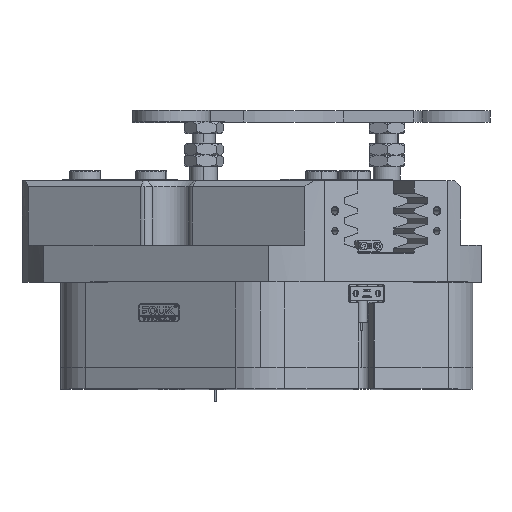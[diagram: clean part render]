
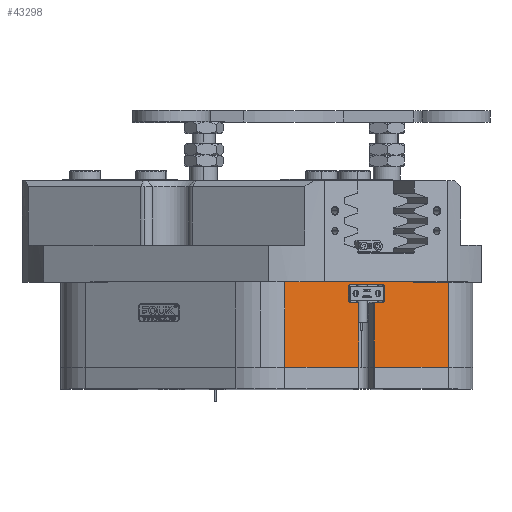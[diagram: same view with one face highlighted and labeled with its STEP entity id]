
A CAD part, top view. The second image highlights one B-rep face of the part: STEP entity #43298.
In plain terms, the highlighted planar face has unit normal (0.5, 0, 0.866).
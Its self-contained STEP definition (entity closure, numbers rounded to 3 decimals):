
#821 = LINE ( 'NONE', #49196, #55125 ) ;
#843 = EDGE_CURVE ( 'NONE', #54592, #7691, #20617, .T. ) ;
#1019 = CARTESIAN_POINT ( 'NONE',  ( 64.938, 44.5, 126.476 ) ) ;
#1062 = ORIENTED_EDGE ( 'NONE', *, *, #63348, .F. ) ;
#1806 = FACE_OUTER_BOUND ( 'NONE', #42409, .T. ) ;
#1961 = CARTESIAN_POINT ( 'NONE',  ( 284., 0., 0. ) ) ;
#2275 = AXIS2_PLACEMENT_3D ( 'NONE', #2574, #44077, #4900 ) ;
#2361 = DIRECTION ( 'NONE',  ( -0.5, 0., -0.866 ) ) ;
#2574 = CARTESIAN_POINT ( 'NONE',  ( 77.062, 44.5, 119.476 ) ) ;
#2859 = LINE ( 'NONE', #60991, #25637 ) ;
#3275 = VECTOR ( 'NONE', #61228, 1000. ) ;
#3410 = ORIENTED_EDGE ( 'NONE', *, *, #27265, .T. ) ;
#3809 = EDGE_CURVE ( 'NONE', #7691, #11434, #821, .T. ) ;
#4117 = VECTOR ( 'NONE', #39959, 1000. ) ;
#4278 = CARTESIAN_POINT ( 'NONE',  ( 65.544, 0., 126.126 ) ) ;
#4535 = LINE ( 'NONE', #54862, #41527 ) ;
#4628 = VERTEX_POINT ( 'NONE', #51650 ) ;
#4900 = DIRECTION ( 'NONE',  ( 0.866, 0., -0.5 ) ) ;
#5164 = DIRECTION ( 'NONE',  ( 0.5, 0., 0.866 ) ) ;
#6742 = EDGE_CURVE ( 'NONE', #38690, #12176, #44665, .T. ) ;
#7691 = VERTEX_POINT ( 'NONE', #25212 ) ;
#7850 = ORIENTED_EDGE ( 'NONE', *, *, #42803, .F. ) ;
#7942 = ORIENTED_EDGE ( 'NONE', *, *, #63565, .T. ) ;
#8656 = CARTESIAN_POINT ( 'NONE',  ( 14., 754.9, 155.885 ) ) ;
#9068 = CARTESIAN_POINT ( 'NONE',  ( 60.175, 55.5, 129.226 ) ) ;
#9088 = ORIENTED_EDGE ( 'NONE', *, *, #22388, .T. ) ;
#9250 = ORIENTED_EDGE ( 'NONE', *, *, #6742, .T. ) ;
#9276 = DIRECTION ( 'NONE',  ( 0.866, 0., -0.5 ) ) ;
#9534 = VECTOR ( 'NONE', #53713, 1000. ) ;
#10360 = EDGE_CURVE ( 'NONE', #54912, #15382, #17428, .T. ) ;
#10887 = VECTOR ( 'NONE', #56949, 1000. ) ;
#11434 = VERTEX_POINT ( 'NONE', #13972 ) ;
#12176 = VERTEX_POINT ( 'NONE', #56933 ) ;
#13780 = VECTOR ( 'NONE', #14586, 1000. ) ;
#13869 = VERTEX_POINT ( 'NONE', #21727 ) ;
#13972 = CARTESIAN_POINT ( 'NONE',  ( 76.456, 0., 119.826 ) ) ;
#14484 = AXIS2_PLACEMENT_3D ( 'NONE', #1019, #5164, #55957 ) ;
#14586 = DIRECTION ( 'NONE',  ( 0., -1., 0. ) ) ;
#15382 = VERTEX_POINT ( 'NONE', #51112 ) ;
#15469 = CARTESIAN_POINT ( 'NONE',  ( 284., 0., 0. ) ) ;
#15680 = DIRECTION ( 'NONE',  ( -0.866, 0., 0.5 ) ) ;
#16139 = DIRECTION ( 'NONE',  ( -0.5, 0., -0.866 ) ) ;
#16646 = ORIENTED_EDGE ( 'NONE', *, *, #50977, .T. ) ;
#17428 = LINE ( 'NONE', #58976, #9534 ) ;
#18029 = DIRECTION ( 'NONE',  ( -0.5, 0., -0.866 ) ) ;
#18344 = CARTESIAN_POINT ( 'NONE',  ( 83.817, 47.5, 115.576 ) ) ;
#18425 = LINE ( 'NONE', #53110, #26274 ) ;
#18563 = ORIENTED_EDGE ( 'NONE', *, *, #33078, .T. ) ;
#19812 = VERTEX_POINT ( 'NONE', #44006 ) ;
#20617 = CIRCLE ( 'NONE', #2275, 0.7 ) ;
#20959 = EDGE_CURVE ( 'NONE', #12176, #54592, #2859, .T. ) ;
#21727 = CARTESIAN_POINT ( 'NONE',  ( 128., 0., 90.067 ) ) ;
#22053 = CARTESIAN_POINT ( 'NONE',  ( 284., 754.9, 0. ) ) ;
#22352 = VERTEX_POINT ( 'NONE', #43015 ) ;
#22388 = EDGE_CURVE ( 'NONE', #28449, #43677, #18425, .T. ) ;
#23262 = CARTESIAN_POINT ( 'NONE',  ( 83.817, 47.5, 115.576 ) ) ;
#24127 = DIRECTION ( 'NONE',  ( 0., -1., 0. ) ) ;
#24404 = VERTEX_POINT ( 'NONE', #4278 ) ;
#25212 = CARTESIAN_POINT ( 'NONE',  ( 76.456, 44.5, 119.826 ) ) ;
#25399 = CARTESIAN_POINT ( 'NONE',  ( 128., 754.9, 90.067 ) ) ;
#25637 = VECTOR ( 'NONE', #15680, 1000. ) ;
#26274 = VECTOR ( 'NONE', #37541, 1000. ) ;
#26307 = VERTEX_POINT ( 'NONE', #46868 ) ;
#26779 = AXIS2_PLACEMENT_3D ( 'NONE', #37529, #2361, #57514 ) ;
#27164 = CIRCLE ( 'NONE', #26779, 2.3 ) ;
#27224 = CARTESIAN_POINT ( 'NONE',  ( 14., 59.5, 155.885 ) ) ;
#27265 = EDGE_CURVE ( 'NONE', #13869, #4628, #30840, .T. ) ;
#28110 = AXIS2_PLACEMENT_3D ( 'NONE', #63542, #18029, #53214 ) ;
#28449 = VERTEX_POINT ( 'NONE', #30387 ) ;
#28635 = ORIENTED_EDGE ( 'NONE', *, *, #59989, .T. ) ;
#29407 = ORIENTED_EDGE ( 'NONE', *, *, #843, .T. ) ;
#30387 = CARTESIAN_POINT ( 'NONE',  ( 60.175, 57.8, 129.226 ) ) ;
#30653 = DIRECTION ( 'NONE',  ( 0.866, 0., -0.5 ) ) ;
#30840 = LINE ( 'NONE', #25399, #4117 ) ;
#32593 = CIRCLE ( 'NONE', #14484, 0.7 ) ;
#32609 = ORIENTED_EDGE ( 'NONE', *, *, #46948, .T. ) ;
#33040 = CARTESIAN_POINT ( 'NONE',  ( 58.183, 55.5, 130.376 ) ) ;
#33078 = EDGE_CURVE ( 'NONE', #46422, #54912, #32593, .T. ) ;
#33864 = CARTESIAN_POINT ( 'NONE',  ( 64.938, 45.2, 126.476 ) ) ;
#34649 = ORIENTED_EDGE ( 'NONE', *, *, #60274, .T. ) ;
#36346 = LINE ( 'NONE', #50642, #3275 ) ;
#37529 = CARTESIAN_POINT ( 'NONE',  ( 81.825, 55.5, 116.726 ) ) ;
#37541 = DIRECTION ( 'NONE',  ( 0.866, 0., -0.5 ) ) ;
#37624 = VECTOR ( 'NONE', #58471, 1000. ) ;
#38654 = ORIENTED_EDGE ( 'NONE', *, *, #63087, .T. ) ;
#38690 = VERTEX_POINT ( 'NONE', #18344 ) ;
#39900 = DIRECTION ( 'NONE',  ( 0., 1., 0. ) ) ;
#39959 = DIRECTION ( 'NONE',  ( 0., 1., 0. ) ) ;
#40576 = DIRECTION ( 'NONE',  ( -0.866, 0., 0.5 ) ) ;
#40916 = CARTESIAN_POINT ( 'NONE',  ( 77.062, 45.2, 119.476 ) ) ;
#41527 = VECTOR ( 'NONE', #39900, 1000. ) ;
#42409 = EDGE_LOOP ( 'NONE', ( #7850, #34649, #18563, #42878, #16646, #48328, #38654, #9088, #28635, #7942, #9250, #48528, #29407, #56644, #48894, #3410, #1062, #32609 ) ) ;
#42416 = LINE ( 'NONE', #46367, #10887 ) ;
#42577 = CIRCLE ( 'NONE', #28110, 2.3 ) ;
#42803 = EDGE_CURVE ( 'NONE', #24404, #26307, #54994, .T. ) ;
#42878 = ORIENTED_EDGE ( 'NONE', *, *, #10360, .T. ) ;
#43015 = CARTESIAN_POINT ( 'NONE',  ( 83.817, 55.5, 115.576 ) ) ;
#43186 = EDGE_CURVE ( 'NONE', #13869, #11434, #50172, .T. ) ;
#43298 = ADVANCED_FACE ( 'NONE', ( #1806 ), #47113, .T. ) ;
#43677 = VERTEX_POINT ( 'NONE', #55239 ) ;
#44006 = CARTESIAN_POINT ( 'NONE',  ( 58.183, 47.5, 130.376 ) ) ;
#44077 = DIRECTION ( 'NONE',  ( 0.5, 0., 0.866 ) ) ;
#44625 = AXIS2_PLACEMENT_3D ( 'NONE', #9068, #54804, #9276 ) ;
#44665 = CIRCLE ( 'NONE', #50824, 2.3 ) ;
#46030 = CARTESIAN_POINT ( 'NONE',  ( 81.825, 47.5, 116.726 ) ) ;
#46275 = CIRCLE ( 'NONE', #44625, 2.3 ) ;
#46367 = CARTESIAN_POINT ( 'NONE',  ( 284., 59.5, 0. ) ) ;
#46422 = VERTEX_POINT ( 'NONE', #58439 ) ;
#46687 = DIRECTION ( 'NONE',  ( 0.5, 0., 0.866 ) ) ;
#46868 = CARTESIAN_POINT ( 'NONE',  ( 14., 0., 155.885 ) ) ;
#46948 = EDGE_CURVE ( 'NONE', #54749, #26307, #52309, .T. ) ;
#47113 = PLANE ( 'NONE',  #54856 ) ;
#47721 = VERTEX_POINT ( 'NONE', #33040 ) ;
#48328 = ORIENTED_EDGE ( 'NONE', *, *, #64206, .T. ) ;
#48528 = ORIENTED_EDGE ( 'NONE', *, *, #20959, .T. ) ;
#48894 = ORIENTED_EDGE ( 'NONE', *, *, #43186, .F. ) ;
#49196 = CARTESIAN_POINT ( 'NONE',  ( 76.456, 0., 119.826 ) ) ;
#50172 = LINE ( 'NONE', #15469, #62765 ) ;
#50642 = CARTESIAN_POINT ( 'NONE',  ( 65.544, 44.5, 126.126 ) ) ;
#50824 = AXIS2_PLACEMENT_3D ( 'NONE', #46030, #16139, #30653 ) ;
#50977 = EDGE_CURVE ( 'NONE', #15382, #19812, #42577, .T. ) ;
#51112 = CARTESIAN_POINT ( 'NONE',  ( 60.175, 45.2, 129.226 ) ) ;
#51650 = CARTESIAN_POINT ( 'NONE',  ( 128., 59.5, 90.067 ) ) ;
#52309 = LINE ( 'NONE', #8656, #13780 ) ;
#53110 = CARTESIAN_POINT ( 'NONE',  ( 81.825, 57.8, 116.726 ) ) ;
#53214 = DIRECTION ( 'NONE',  ( 0.866, 0., -0.5 ) ) ;
#53713 = DIRECTION ( 'NONE',  ( -0.866, 0., 0.5 ) ) ;
#54592 = VERTEX_POINT ( 'NONE', #40916 ) ;
#54749 = VERTEX_POINT ( 'NONE', #27224 ) ;
#54804 = DIRECTION ( 'NONE',  ( -0.5, 0., -0.866 ) ) ;
#54856 = AXIS2_PLACEMENT_3D ( 'NONE', #22053, #46687, #57258 ) ;
#54862 = CARTESIAN_POINT ( 'NONE',  ( 58.183, 55.5, 130.376 ) ) ;
#54912 = VERTEX_POINT ( 'NONE', #33864 ) ;
#54994 = LINE ( 'NONE', #1961, #57378 ) ;
#55125 = VECTOR ( 'NONE', #24127, 1000. ) ;
#55239 = CARTESIAN_POINT ( 'NONE',  ( 81.825, 57.8, 116.726 ) ) ;
#55957 = DIRECTION ( 'NONE',  ( 0.866, 0., -0.5 ) ) ;
#56644 = ORIENTED_EDGE ( 'NONE', *, *, #3809, .T. ) ;
#56933 = CARTESIAN_POINT ( 'NONE',  ( 81.825, 45.2, 116.726 ) ) ;
#56949 = DIRECTION ( 'NONE',  ( 0.866, 0., -0.5 ) ) ;
#57258 = DIRECTION ( 'NONE',  ( 0.866, 0., -0.5 ) ) ;
#57336 = DIRECTION ( 'NONE',  ( -0.866, 0., 0.5 ) ) ;
#57378 = VECTOR ( 'NONE', #57336, 1000. ) ;
#57514 = DIRECTION ( 'NONE',  ( 0.866, 0., -0.5 ) ) ;
#58439 = CARTESIAN_POINT ( 'NONE',  ( 65.544, 44.5, 126.126 ) ) ;
#58471 = DIRECTION ( 'NONE',  ( 0., -1., 0. ) ) ;
#58864 = LINE ( 'NONE', #23262, #37624 ) ;
#58976 = CARTESIAN_POINT ( 'NONE',  ( 60.175, 45.2, 129.226 ) ) ;
#59989 = EDGE_CURVE ( 'NONE', #43677, #22352, #27164, .T. ) ;
#60274 = EDGE_CURVE ( 'NONE', #24404, #46422, #36346, .T. ) ;
#60991 = CARTESIAN_POINT ( 'NONE',  ( 77.062, 45.2, 119.476 ) ) ;
#61228 = DIRECTION ( 'NONE',  ( 0., 1., 0. ) ) ;
#62765 = VECTOR ( 'NONE', #40576, 1000. ) ;
#63087 = EDGE_CURVE ( 'NONE', #47721, #28449, #46275, .T. ) ;
#63348 = EDGE_CURVE ( 'NONE', #54749, #4628, #42416, .T. ) ;
#63542 = CARTESIAN_POINT ( 'NONE',  ( 60.175, 47.5, 129.226 ) ) ;
#63565 = EDGE_CURVE ( 'NONE', #22352, #38690, #58864, .T. ) ;
#64206 = EDGE_CURVE ( 'NONE', #19812, #47721, #4535, .T. ) ;
